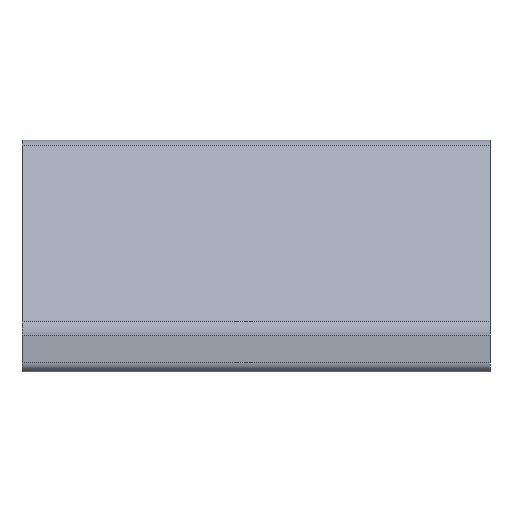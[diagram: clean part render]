
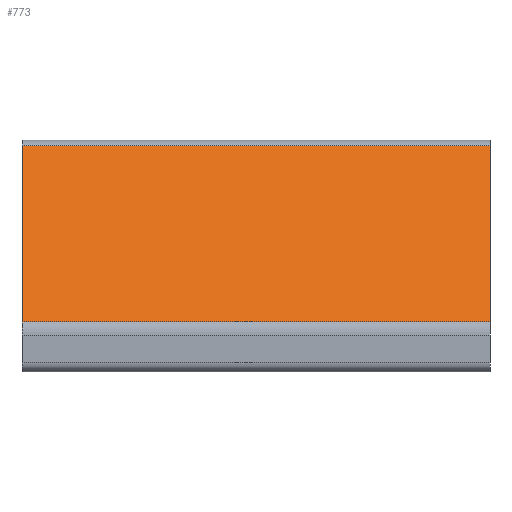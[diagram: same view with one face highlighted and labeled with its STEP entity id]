
A CAD part, front view. The second image highlights one B-rep face of the part: STEP entity #773.
In plain terms, the highlighted planar face has unit normal (0, -0.707, 0.707).
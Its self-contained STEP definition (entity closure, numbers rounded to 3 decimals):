
#41 = DIRECTION ( 'NONE',  ( 0., 0.707, 0.707 ) ) ;
#109 = VERTEX_POINT ( 'NONE', #1058 ) ;
#122 = VERTEX_POINT ( 'NONE', #694 ) ;
#128 = ORIENTED_EDGE ( 'NONE', *, *, #457, .T. ) ;
#138 = CARTESIAN_POINT ( 'NONE',  ( 59.184, 13.73, -1.172 ) ) ;
#177 = LINE ( 'NONE', #1212, #904 ) ;
#182 = CARTESIAN_POINT ( 'NONE',  ( 59.184, -23.93, -38.832 ) ) ;
#231 = PLANE ( 'NONE',  #428 ) ;
#233 = ORIENTED_EDGE ( 'NONE', *, *, #302, .T. ) ;
#299 = CARTESIAN_POINT ( 'NONE',  ( 59.184, -23.93, -38.832 ) ) ;
#302 = EDGE_CURVE ( 'NONE', #1012, #109, #479, .T. ) ;
#332 = DIRECTION ( 'NONE',  ( -1., 0., 0. ) ) ;
#353 = VECTOR ( 'NONE', #1026, 1000. ) ;
#428 = AXIS2_PLACEMENT_3D ( 'NONE', #1176, #1193, #41 ) ;
#453 = CARTESIAN_POINT ( 'NONE',  ( 59.184, 13.73, -1.172 ) ) ;
#457 = EDGE_CURVE ( 'NONE', #109, #122, #177, .T. ) ;
#479 = LINE ( 'NONE', #138, #1011 ) ;
#567 = DIRECTION ( 'NONE',  ( 0., -0.707, -0.707 ) ) ;
#640 = DIRECTION ( 'NONE',  ( 0., -0.707, -0.707 ) ) ;
#674 = FACE_OUTER_BOUND ( 'NONE', #975, .T. ) ;
#694 = CARTESIAN_POINT ( 'NONE',  ( -40.816, -23.93, -38.832 ) ) ;
#737 = ORIENTED_EDGE ( 'NONE', *, *, #999, .F. ) ;
#773 = ADVANCED_FACE ( 'NONE', ( #674 ), #231, .F. ) ;
#812 = ORIENTED_EDGE ( 'NONE', *, *, #1142, .F. ) ;
#857 = CARTESIAN_POINT ( 'NONE',  ( 59.184, -23.93, -38.832 ) ) ;
#904 = VECTOR ( 'NONE', #640, 1000. ) ;
#943 = LINE ( 'NONE', #857, #1111 ) ;
#975 = EDGE_LOOP ( 'NONE', ( #128, #737, #812, #233 ) ) ;
#999 = EDGE_CURVE ( 'NONE', #1085, #122, #1187, .T. ) ;
#1011 = VECTOR ( 'NONE', #332, 1000. ) ;
#1012 = VERTEX_POINT ( 'NONE', #453 ) ;
#1026 = DIRECTION ( 'NONE',  ( -1., 0., 0. ) ) ;
#1058 = CARTESIAN_POINT ( 'NONE',  ( -40.816, 13.73, -1.172 ) ) ;
#1085 = VERTEX_POINT ( 'NONE', #299 ) ;
#1111 = VECTOR ( 'NONE', #567, 1000. ) ;
#1142 = EDGE_CURVE ( 'NONE', #1012, #1085, #943, .T. ) ;
#1176 = CARTESIAN_POINT ( 'NONE',  ( 59.184, -23.93, -38.832 ) ) ;
#1187 = LINE ( 'NONE', #182, #353 ) ;
#1193 = DIRECTION ( 'NONE',  ( 0., 0.707, -0.707 ) ) ;
#1212 = CARTESIAN_POINT ( 'NONE',  ( -40.816, -23.93, -38.832 ) ) ;
